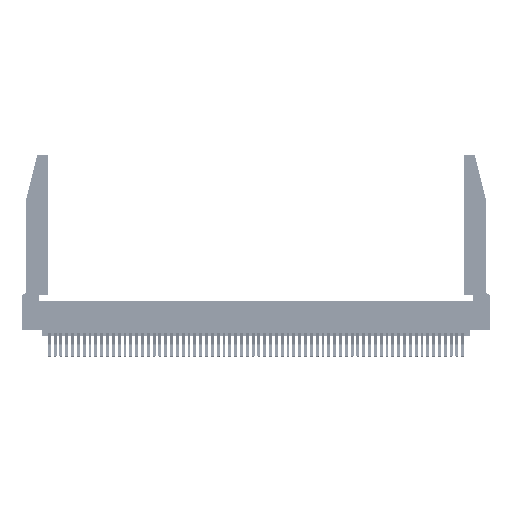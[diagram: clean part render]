
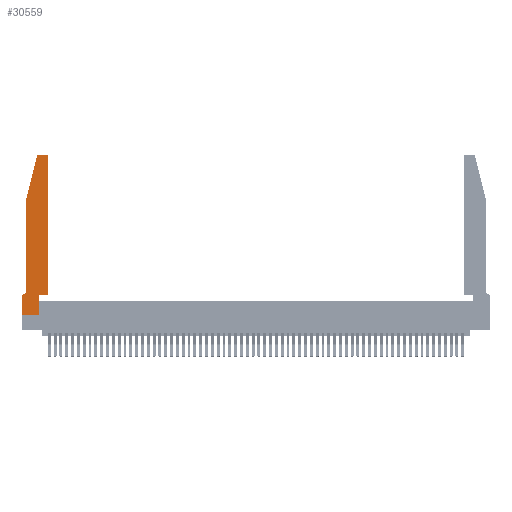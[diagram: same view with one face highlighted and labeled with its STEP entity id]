
A CAD part, top view. The second image highlights one B-rep face of the part: STEP entity #30559.
In plain terms, the highlighted planar face has unit normal (0, 0, 1).
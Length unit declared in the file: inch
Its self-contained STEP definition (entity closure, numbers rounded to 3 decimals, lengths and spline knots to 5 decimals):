
#324 = ORIENTED_EDGE ( 'NONE', *, *, #46971, .T. ) ;
#812 = ORIENTED_EDGE ( 'NONE', *, *, #11896, .T. ) ;
#2339 = VERTEX_POINT ( 'NONE', #34464 ) ;
#3261 = CARTESIAN_POINT ( 'NONE',  ( 0., 0.35, 0.37 ) ) ;
#4558 = ORIENTED_EDGE ( 'NONE', *, *, #52493, .T. ) ;
#4599 = CARTESIAN_POINT ( 'NONE',  ( 0.284, 2.72, 0.37 ) ) ;
#5397 = VERTEX_POINT ( 'NONE', #54524 ) ;
#5511 = CARTESIAN_POINT ( 'NONE',  ( 0., 0., 0.37 ) ) ;
#6730 = VERTEX_POINT ( 'NONE', #26176 ) ;
#7768 = DIRECTION ( 'NONE',  ( 1., 0., 0. ) ) ;
#7845 = DIRECTION ( 'NONE',  ( 0., 0., 1. ) ) ;
#8089 = EDGE_CURVE ( 'NONE', #57072, #33575, #22826, .T. ) ;
#8168 = AXIS2_PLACEMENT_3D ( 'NONE', #34512, #7845, #38930 ) ;
#8315 = DIRECTION ( 'NONE',  ( 0., -1., 0. ) ) ;
#8779 = ORIENTED_EDGE ( 'NONE', *, *, #34352, .T. ) ;
#9124 = DIRECTION ( 'NONE',  ( 1., 0., 0. ) ) ;
#9506 = VERTEX_POINT ( 'NONE', #5511 ) ;
#11335 = CIRCLE ( 'NONE', #8168, 0.03 ) ;
#11896 = EDGE_CURVE ( 'NONE', #41177, #19165, #11335, .T. ) ;
#12837 = FACE_OUTER_BOUND ( 'NONE', #44034, .T. ) ;
#13571 = VECTOR ( 'NONE', #8315, 39.37008 ) ;
#13936 = DIRECTION ( 'NONE',  ( -1., 0., 0. ) ) ;
#14049 = EDGE_CURVE ( 'NONE', #35936, #47559, #32593, .T. ) ;
#16044 = VECTOR ( 'NONE', #47356, 39.37008 ) ;
#17176 = ORIENTED_EDGE ( 'NONE', *, *, #22336, .T. ) ;
#18894 = CARTESIAN_POINT ( 'NONE',  ( 0.0055, 0.42, 0.37 ) ) ;
#19165 = VERTEX_POINT ( 'NONE', #27097 ) ;
#20814 = VECTOR ( 'NONE', #53176, 39.37008 ) ;
#20846 = VECTOR ( 'NONE', #51132, 39.37008 ) ;
#20905 = CARTESIAN_POINT ( 'NONE',  ( 0.2605, 2.75, 0.37 ) ) ;
#21116 = CARTESIAN_POINT ( 'NONE',  ( 0.4505, 2.72, 0.37 ) ) ;
#21196 = CARTESIAN_POINT ( 'NONE',  ( 0.284, 2.75, 0.37 ) ) ;
#21885 = VERTEX_POINT ( 'NONE', #54029 ) ;
#22336 = EDGE_CURVE ( 'NONE', #47559, #9506, #50202, .T. ) ;
#22734 = ORIENTED_EDGE ( 'NONE', *, *, #37718, .T. ) ;
#22826 = CIRCLE ( 'NONE', #26367, 0.03 ) ;
#23328 = DIRECTION ( 'NONE',  ( -1., 0., 0. ) ) ;
#23767 = CARTESIAN_POINT ( 'NONE',  ( 0.4505, 0.35, 0.37 ) ) ;
#24828 = ORIENTED_EDGE ( 'NONE', *, *, #14049, .T. ) ;
#26176 = CARTESIAN_POINT ( 'NONE',  ( 0.4505, 0.35, 0.37 ) ) ;
#26367 = AXIS2_PLACEMENT_3D ( 'NONE', #4599, #35748, #9124 ) ;
#26492 = CARTESIAN_POINT ( 'NONE',  ( 0.25487, 2.72718, 0.37 ) ) ;
#26867 = ORIENTED_EDGE ( 'NONE', *, *, #8089, .T. ) ;
#27097 = CARTESIAN_POINT ( 'NONE',  ( 0.4205, 2.75, 0.37 ) ) ;
#28231 = DIRECTION ( 'NONE',  ( 0., 1., 0. ) ) ;
#29059 = CARTESIAN_POINT ( 'NONE',  ( 0.2865, 0.35, 0.37 ) ) ;
#30559 = ADVANCED_FACE ( 'NONE', ( #12837 ), #56315, .T. ) ;
#30867 = EDGE_CURVE ( 'NONE', #41661, #35936, #35734, .T. ) ;
#31182 = VECTOR ( 'NONE', #13936, 39.37008 ) ;
#31805 = CARTESIAN_POINT ( 'NONE',  ( 0.0755, 0.35, 0.37 ) ) ;
#31850 = VECTOR ( 'NONE', #57438, 39.37008 ) ;
#32188 = VECTOR ( 'NONE', #28231, 39.37008 ) ;
#32292 = LINE ( 'NONE', #53005, #54276 ) ;
#32593 = LINE ( 'NONE', #31805, #31182 ) ;
#33538 = DIRECTION ( 'NONE',  ( 0., 1., 0. ) ) ;
#33575 = VERTEX_POINT ( 'NONE', #26492 ) ;
#34352 = EDGE_CURVE ( 'NONE', #2339, #41661, #45718, .T. ) ;
#34434 = DIRECTION ( 'NONE',  ( 0., 0., 1. ) ) ;
#34464 = CARTESIAN_POINT ( 'NONE',  ( 0.0755, 2., 0.37 ) ) ;
#34512 = CARTESIAN_POINT ( 'NONE',  ( 0.4205, 2.72, 0.37 ) ) ;
#35734 = CIRCLE ( 'NONE', #49785, 0.07 ) ;
#35748 = DIRECTION ( 'NONE',  ( 0., 0., 1. ) ) ;
#35936 = VERTEX_POINT ( 'NONE', #55159 ) ;
#37258 = ORIENTED_EDGE ( 'NONE', *, *, #54292, .T. ) ;
#37718 = EDGE_CURVE ( 'NONE', #5397, #6730, #32292, .T. ) ;
#38517 = LINE ( 'NONE', #29059, #51790 ) ;
#38930 = DIRECTION ( 'NONE',  ( 1., 0., 0. ) ) ;
#39393 = CARTESIAN_POINT ( 'NONE',  ( 0., 0., 0.37 ) ) ;
#39621 = LINE ( 'NONE', #20905, #16044 ) ;
#41177 = VERTEX_POINT ( 'NONE', #21116 ) ;
#41661 = VERTEX_POINT ( 'NONE', #42536 ) ;
#42536 = CARTESIAN_POINT ( 'NONE',  ( 0.0755, 0.42, 0.37 ) ) ;
#44034 = EDGE_LOOP ( 'NONE', ( #37258, #26867, #4558, #8779, #55816, #24828, #17176, #52387, #56521, #22734, #324, #812 ) ) ;
#44216 = CARTESIAN_POINT ( 'NONE',  ( 0.0755, 2., 0.37 ) ) ;
#44384 = CARTESIAN_POINT ( 'NONE',  ( 0.0755, 2., 0.37 ) ) ;
#44923 = LINE ( 'NONE', #44216, #31850 ) ;
#45012 = AXIS2_PLACEMENT_3D ( 'NONE', #3261, #34434, #7768 ) ;
#45261 = LINE ( 'NONE', #23767, #32188 ) ;
#45718 = LINE ( 'NONE', #44384, #20814 ) ;
#46725 = CARTESIAN_POINT ( 'NONE',  ( 0., 0., 0.37 ) ) ;
#46971 = EDGE_CURVE ( 'NONE', #6730, #41177, #45261, .T. ) ;
#47356 = DIRECTION ( 'NONE',  ( -1., 0., 0. ) ) ;
#47559 = VERTEX_POINT ( 'NONE', #53583 ) ;
#49762 = DIRECTION ( 'NONE',  ( 0., 0., -1. ) ) ;
#49785 = AXIS2_PLACEMENT_3D ( 'NONE', #18894, #49762, #23328 ) ;
#50202 = LINE ( 'NONE', #39393, #13571 ) ;
#51132 = DIRECTION ( 'NONE',  ( 1., 0., 0. ) ) ;
#51790 = VECTOR ( 'NONE', #33538, 39.37008 ) ;
#52387 = ORIENTED_EDGE ( 'NONE', *, *, #54878, .T. ) ;
#52493 = EDGE_CURVE ( 'NONE', #33575, #2339, #44923, .T. ) ;
#53005 = CARTESIAN_POINT ( 'NONE',  ( 0.4505, 0.35, 0.37 ) ) ;
#53176 = DIRECTION ( 'NONE',  ( 0., -1., 0. ) ) ;
#53583 = CARTESIAN_POINT ( 'NONE',  ( 0., 0.35, 0.37 ) ) ;
#54029 = CARTESIAN_POINT ( 'NONE',  ( 0.2865, 0., 0.37 ) ) ;
#54193 = EDGE_CURVE ( 'NONE', #21885, #5397, #38517, .T. ) ;
#54276 = VECTOR ( 'NONE', #57427, 39.37008 ) ;
#54292 = EDGE_CURVE ( 'NONE', #19165, #57072, #39621, .T. ) ;
#54524 = CARTESIAN_POINT ( 'NONE',  ( 0.2865, 0.35, 0.37 ) ) ;
#54664 = LINE ( 'NONE', #46725, #20846 ) ;
#54878 = EDGE_CURVE ( 'NONE', #9506, #21885, #54664, .T. ) ;
#55159 = CARTESIAN_POINT ( 'NONE',  ( 0.0055, 0.35, 0.37 ) ) ;
#55816 = ORIENTED_EDGE ( 'NONE', *, *, #30867, .T. ) ;
#56315 = PLANE ( 'NONE',  #45012 ) ;
#56521 = ORIENTED_EDGE ( 'NONE', *, *, #54193, .T. ) ;
#57072 = VERTEX_POINT ( 'NONE', #21196 ) ;
#57427 = DIRECTION ( 'NONE',  ( 1., 0., 0. ) ) ;
#57438 = DIRECTION ( 'NONE',  ( -0.239, -0.971, 0. ) ) ;
